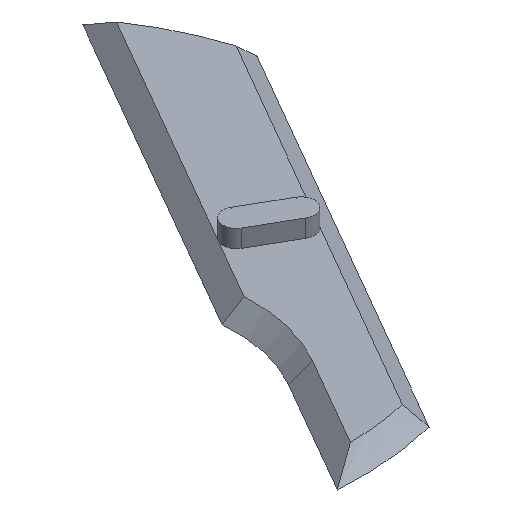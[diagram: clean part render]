
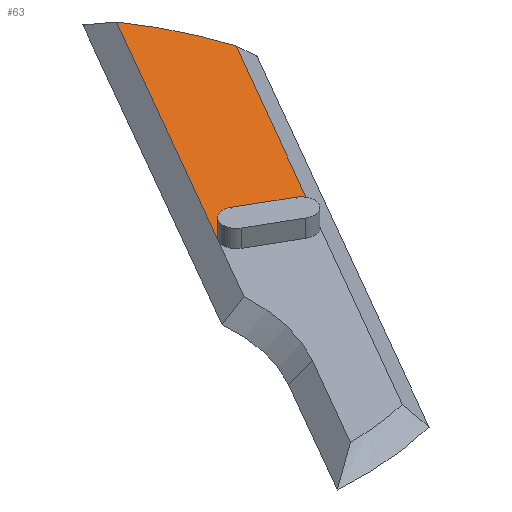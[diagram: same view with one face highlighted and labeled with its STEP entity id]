
A CAD part, isometric view. The second image highlights one B-rep face of the part: STEP entity #63.
In plain terms, the highlighted planar face has unit normal (0, 0, 1).
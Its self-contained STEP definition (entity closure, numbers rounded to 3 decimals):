
#21 = EDGE_CURVE('',#22,#24,#26,.T.);
#22 = VERTEX_POINT('',#23);
#23 = CARTESIAN_POINT('',(16.681,5.292,15.));
#24 = VERTEX_POINT('',#25);
#25 = CARTESIAN_POINT('',(10.219,-5.9,15.));
#26 = LINE('',#27,#28);
#27 = CARTESIAN_POINT('',(16.681,5.292,15.));
#28 = VECTOR('',#29,1.);
#29 = DIRECTION('',(-0.5,-0.866,0.));
#63 = ADVANCED_FACE('',(#64),#108,.T.);
#64 = FACE_BOUND('',#65,.T.);
#65 = EDGE_LOOP('',(#66,#67,#76,#84,#93,#101));
#66 = ORIENTED_EDGE('',*,*,#21,.F.);
#67 = ORIENTED_EDGE('',*,*,#68,.T.);
#68 = EDGE_CURVE('',#22,#69,#71,.T.);
#69 = VERTEX_POINT('',#70);
#70 = CARTESIAN_POINT('',(14.464,9.852,15.));
#71 = CIRCLE('',#72,17.5);
#72 = AXIS2_PLACEMENT_3D('',#73,#74,#75);
#73 = CARTESIAN_POINT('',(0.,0.,15.));
#74 = DIRECTION('',(0.,0.,1.));
#75 = DIRECTION('',(1.,0.,0.));
#76 = ORIENTED_EDGE('',*,*,#77,.T.);
#77 = EDGE_CURVE('',#69,#78,#80,.T.);
#78 = VERTEX_POINT('',#79);
#79 = CARTESIAN_POINT('',(6.582,-3.8,15.));
#80 = LINE('',#81,#82);
#81 = CARTESIAN_POINT('',(14.464,9.852,15.));
#82 = VECTOR('',#83,1.);
#83 = DIRECTION('',(-0.5,-0.866,0.));
#84 = ORIENTED_EDGE('',*,*,#85,.F.);
#85 = EDGE_CURVE('',#86,#78,#88,.T.);
#86 = VERTEX_POINT('',#87);
#87 = CARTESIAN_POINT('',(7.606,-3.525,15.));
#88 = CIRCLE('',#89,0.75);
#89 = AXIS2_PLACEMENT_3D('',#90,#91,#92);
#90 = CARTESIAN_POINT('',(7.231,-4.175,15.));
#91 = DIRECTION('',(0.,0.,1.));
#92 = DIRECTION('',(1.,0.,0.));
#93 = ORIENTED_EDGE('',*,*,#94,.F.);
#94 = EDGE_CURVE('',#95,#86,#97,.T.);
#95 = VERTEX_POINT('',#96);
#96 = CARTESIAN_POINT('',(9.945,-4.875,15.));
#97 = LINE('',#98,#99);
#98 = CARTESIAN_POINT('',(9.945,-4.875,15.));
#99 = VECTOR('',#100,1.);
#100 = DIRECTION('',(-0.866,0.5,0.));
#101 = ORIENTED_EDGE('',*,*,#102,.F.);
#102 = EDGE_CURVE('',#24,#95,#103,.T.);
#103 = CIRCLE('',#104,0.75);
#104 = AXIS2_PLACEMENT_3D('',#105,#106,#107);
#105 = CARTESIAN_POINT('',(9.57,-5.525,15.));
#106 = DIRECTION('',(0.,0.,1.));
#107 = DIRECTION('',(1.,0.,0.));
#108 = PLANE('',#109);
#109 = AXIS2_PLACEMENT_3D('',#110,#111,#112);
#110 = CARTESIAN_POINT('',(0.,0.,15.));
#111 = DIRECTION('',(0.,0.,1.));
#112 = DIRECTION('',(1.,0.,0.));
